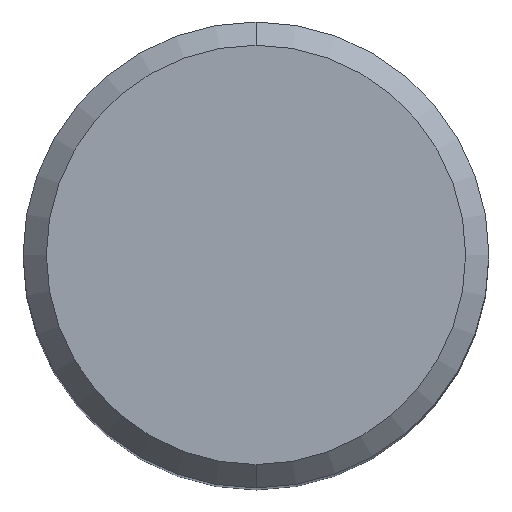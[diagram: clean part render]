
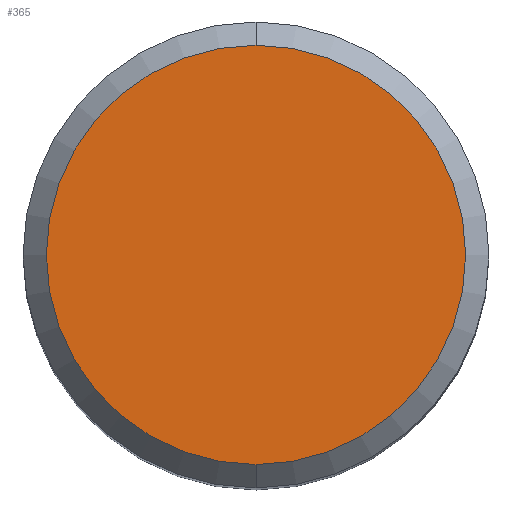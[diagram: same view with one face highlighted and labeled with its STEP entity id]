
A CAD part, top view. The second image highlights one B-rep face of the part: STEP entity #365.
In plain terms, the highlighted planar face has unit normal (0, 0, 1).
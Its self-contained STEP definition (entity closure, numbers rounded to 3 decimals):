
#215=VERTEX_POINT('',#519);
#245=EDGE_CURVE('',#399,#215,#552,.T.);
#307=EDGE_CURVE('',#215,#399,#621,.T.);
#365=ADVANCED_FACE('',(#683),#684,.T.);
#399=VERTEX_POINT('',#722);
#519=CARTESIAN_POINT('',(0.0,7.2,0.0));
#552=CIRCLE('',#905,7.2);
#621=CIRCLE('',#1028,7.2);
#683=FACE_OUTER_BOUND('',#1197,.T.);
#684=PLANE('',#1198);
#722=CARTESIAN_POINT('',(0.,-7.2,0.0));
#905=AXIS2_PLACEMENT_3D('',#1572,#1573,#1574);
#1028=AXIS2_PLACEMENT_3D('',#1660,#1661,#1662);
#1197=EDGE_LOOP('',(#1721,#1722));
#1198=AXIS2_PLACEMENT_3D('',#1723,#1724,#1725);
#1572=CARTESIAN_POINT('',(0.0,0.0,0.0));
#1573=DIRECTION('',(0.0,0.0,-1.0));
#1574=DIRECTION('',(0.0,1.0,0.0));
#1660=CARTESIAN_POINT('',(0.0,0.0,0.0));
#1661=DIRECTION('',(0.0,0.0,-1.0));
#1662=DIRECTION('',(0.0,1.0,0.0));
#1721=ORIENTED_EDGE('',*,*,#307,.F.);
#1722=ORIENTED_EDGE('',*,*,#245,.F.);
#1723=CARTESIAN_POINT('',(0.0,3.6,0.0));
#1724=DIRECTION('',(-0.0,0.0,1.0));
#1725=DIRECTION('',(0.0,-1.0,0.0));
